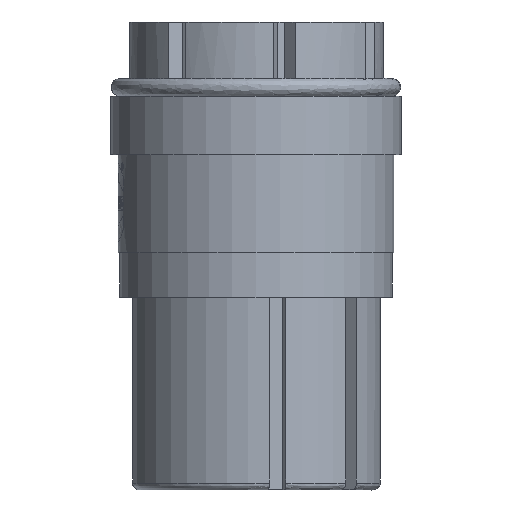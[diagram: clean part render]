
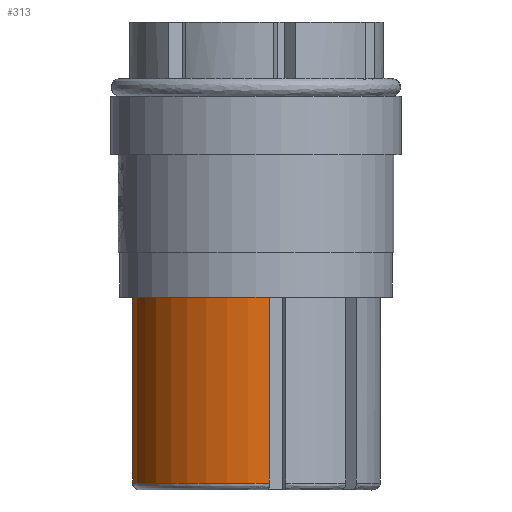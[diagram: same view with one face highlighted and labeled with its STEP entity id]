
A CAD part, left-side view. The second image highlights one B-rep face of the part: STEP entity #313.
In plain terms, the highlighted cylindrical face has radius 8.9 mm (diameter 17.8 mm), a partial arc.
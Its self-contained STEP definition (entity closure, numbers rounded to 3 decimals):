
#209=FACE_OUTER_BOUND('',#677,.T.);
#313=ADVANCED_FACE('',(#209),#421,.T.);
#421=CYLINDRICAL_SURFACE('',#3052,8.9);
#677=EDGE_LOOP('',(#1003,#1004,#1005,#1006));
#1003=ORIENTED_EDGE('',*,*,#1759,.T.);
#1004=ORIENTED_EDGE('',*,*,#1760,.T.);
#1005=ORIENTED_EDGE('',*,*,#1761,.T.);
#1006=ORIENTED_EDGE('',*,*,#1762,.T.);
#1510=VERTEX_POINT('',#4528);
#1511=VERTEX_POINT('',#4529);
#1512=VERTEX_POINT('',#4531);
#1513=VERTEX_POINT('',#4533);
#1759=EDGE_CURVE('',#1510,#1511,#1986,.T.);
#1760=EDGE_CURVE('',#1511,#1512,#2098,.T.);
#1761=EDGE_CURVE('',#1512,#1513,#2421,.T.);
#1762=EDGE_CURVE('',#1513,#1510,#2099,.T.);
#1986=B_SPLINE_CURVE_WITH_KNOTS('',3,(#4524,#4525,#4526,#4527),
 .UNSPECIFIED.,.F.,.F.,(4,4),(0.,1.),.UNSPECIFIED.);
#2098=CIRCLE('',#3050,8.9);
#2099=CIRCLE('',#3051,8.9);
#2421=LINE('',#4532,#2595);
#2595=VECTOR('',#3520,1.);
#3050=AXIS2_PLACEMENT_3D('',#4530,#3518,#3519);
#3051=AXIS2_PLACEMENT_3D('',#4534,#3521,#3522);
#3052=AXIS2_PLACEMENT_3D('',#4535,#3523,#3524);
#3518=DIRECTION('',(0.,0.,-1.));
#3519=DIRECTION('',(-0.994,-0.107,0.));
#3520=DIRECTION('',(0.,0.,-1.));
#3521=DIRECTION('',(0.,0.,1.));
#3522=DIRECTION('',(-0.124,0.992,0.));
#3523=DIRECTION('',(0.,0.,-1.));
#3524=DIRECTION('',(0.,-1.,0.));
#4524=CARTESIAN_POINT('',(-8.849,-0.951,-7.3));
#4525=CARTESIAN_POINT('',(-8.849,-0.951,-2.867));
#4526=CARTESIAN_POINT('',(-8.849,-0.951,1.567));
#4527=CARTESIAN_POINT('',(-8.849,-0.951,6.));
#4528=CARTESIAN_POINT('',(-8.849,-0.951,-7.3));
#4529=CARTESIAN_POINT('',(-8.849,-0.951,6.));
#4530=CARTESIAN_POINT('',(0.,0.,6.));
#4531=CARTESIAN_POINT('',(-1.1,8.832,6.));
#4532=CARTESIAN_POINT('',(-1.1,8.832,6.));
#4533=CARTESIAN_POINT('',(-1.1,8.832,-7.3));
#4534=CARTESIAN_POINT('',(0.,0.,-7.3));
#4535=CARTESIAN_POINT('',(0.,0.,6.));
